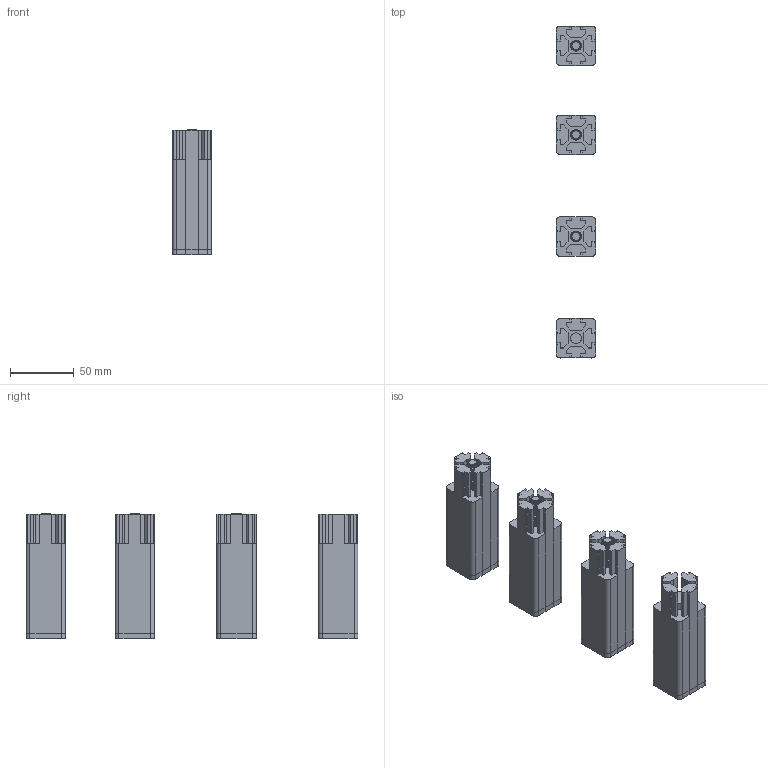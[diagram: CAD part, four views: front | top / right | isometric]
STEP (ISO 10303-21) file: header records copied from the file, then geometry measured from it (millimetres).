
FILE_DESCRIPTION(/* description */ (''),/* implementation_level */ '2;1');
FILE_NAME(/* name */ 'ZUfeet.step',/* time_stamp */ '2023-06-12T12:15:22+02:00',/* author */ (''),/* organization */ (''),/* preprocessor_version */ 'ST-DEVELOPER v19.2',/* originating_system */ 'Autodesk Translation Framework v12.6.0.85',/* authorisation */ '');
FILE_SCHEMA (('AUTOMOTIVE_DESIGN { 1 0 10303 214 3 1 1 }'));
Length unit declared in the file: millimetre
Products named in the file (3): 3.x foot; Composant3; 91290A210_Alloy Steel Socket Head Screw
Assembly tree (8 placements, depth 2):
  3.x foot
    Composant3  x4
    91290A210_Alloy Steel Socket Head Screw  x4
Bounding box: 30.9 x 260.9 x 99 mm (x, y, z)
Volume: 308241.3 mm3; surface area: 91018.8 mm2
Topology: 12 solids, 12 shells, 2672 faces, 7844 edges, 5212 vertices
Faces by surface type: plane 1040, cylinder 944, torus 656, cone 24, bspline 8
Full cylindrical faces by diameter (mm): 6.376 x124, 8 x120, 8.5 x4, 12.6 x4, 13.2 x8
Entity records: 37788 total; most frequent: CARTESIAN_POINT 13822, ORIENTED_EDGE 5374, DIRECTION 4650, EDGE_CURVE 2687, VERTEX_POINT 1783, AXIS2_PLACEMENT_3D 1650, LINE 1350, VECTOR 1350
